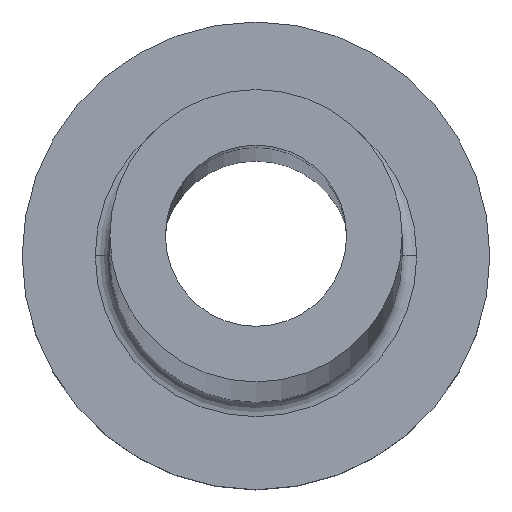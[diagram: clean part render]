
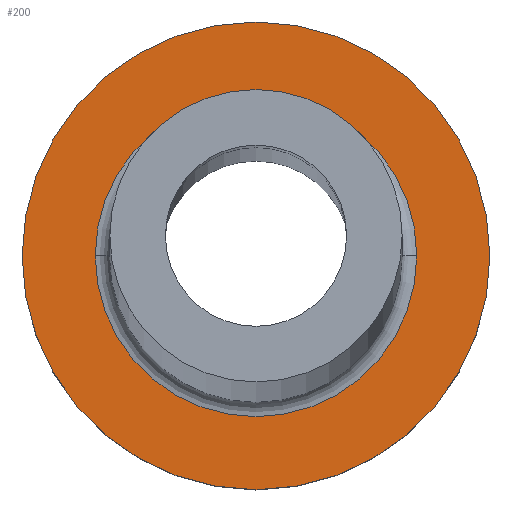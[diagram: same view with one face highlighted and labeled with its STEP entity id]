
A CAD part, top view. The second image highlights one B-rep face of the part: STEP entity #200.
In plain terms, the highlighted planar face has unit normal (0, 0, 1).
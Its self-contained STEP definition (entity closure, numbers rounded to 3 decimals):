
#2 = FACE_OUTER_BOUND ( 'NONE', #447, .T. ) ;
#3 = VERTEX_POINT ( 'NONE', #284 ) ;
#8 = CARTESIAN_POINT ( 'NONE',  ( 5.5, 0., 5. ) ) ;
#10 = CIRCLE ( 'NONE', #456, 5.5 ) ;
#20 = CIRCLE ( 'NONE', #359, 8. ) ;
#30 = AXIS2_PLACEMENT_3D ( 'NONE', #271, #444, #54 ) ;
#39 = PLANE ( 'NONE',  #291 ) ;
#41 = EDGE_CURVE ( 'NONE', #406, #138, #436, .T. ) ;
#45 = DIRECTION ( 'NONE',  ( 1., 0., 0. ) ) ;
#54 = DIRECTION ( 'NONE',  ( 1., 0., 0. ) ) ;
#58 = ORIENTED_EDGE ( 'NONE', *, *, #107, .T. ) ;
#63 = CIRCLE ( 'NONE', #30, 5.5 ) ;
#64 = CARTESIAN_POINT ( 'NONE',  ( 0., 0., 5. ) ) ;
#87 = CARTESIAN_POINT ( 'NONE',  ( -8., 0., 5. ) ) ;
#96 = ORIENTED_EDGE ( 'NONE', *, *, #222, .T. ) ;
#107 = EDGE_CURVE ( 'NONE', #3, #133, #10, .T. ) ;
#118 = DIRECTION ( 'NONE',  ( 0., 0., 1. ) ) ;
#133 = VERTEX_POINT ( 'NONE', #8 ) ;
#138 = VERTEX_POINT ( 'NONE', #87 ) ;
#147 = DIRECTION ( 'NONE',  ( 0., 0., -1. ) ) ;
#151 = FACE_BOUND ( 'NONE', #327, .T. ) ;
#200 = ADVANCED_FACE ( 'NONE', ( #151, #2 ), #39, .T. ) ;
#210 = DIRECTION ( 'NONE',  ( 1., 0., 0. ) ) ;
#216 = DIRECTION ( 'NONE',  ( 0., 0., 1. ) ) ;
#222 = EDGE_CURVE ( 'NONE', #133, #3, #63, .T. ) ;
#271 = CARTESIAN_POINT ( 'NONE',  ( 0., 0., 5. ) ) ;
#284 = CARTESIAN_POINT ( 'NONE',  ( -5.5, 0., 5. ) ) ;
#290 = DIRECTION ( 'NONE',  ( 1., 0., 0. ) ) ;
#291 = AXIS2_PLACEMENT_3D ( 'NONE', #432, #118, #45 ) ;
#306 = DIRECTION ( 'NONE',  ( 1., 0., 0. ) ) ;
#327 = EDGE_LOOP ( 'NONE', ( #96, #58 ) ) ;
#334 = DIRECTION ( 'NONE',  ( 0., 0., 1. ) ) ;
#358 = CARTESIAN_POINT ( 'NONE',  ( 0., 0., 5. ) ) ;
#359 = AXIS2_PLACEMENT_3D ( 'NONE', #64, #334, #306 ) ;
#363 = ORIENTED_EDGE ( 'NONE', *, *, #439, .T. ) ;
#398 = AXIS2_PLACEMENT_3D ( 'NONE', #358, #216, #210 ) ;
#406 = VERTEX_POINT ( 'NONE', #446 ) ;
#410 = ORIENTED_EDGE ( 'NONE', *, *, #41, .T. ) ;
#432 = CARTESIAN_POINT ( 'NONE',  ( 0., 0., 5. ) ) ;
#436 = CIRCLE ( 'NONE', #398, 8. ) ;
#439 = EDGE_CURVE ( 'NONE', #138, #406, #20, .T. ) ;
#444 = DIRECTION ( 'NONE',  ( 0., 0., -1. ) ) ;
#446 = CARTESIAN_POINT ( 'NONE',  ( 8., 0., 5. ) ) ;
#447 = EDGE_LOOP ( 'NONE', ( #363, #410 ) ) ;
#452 = CARTESIAN_POINT ( 'NONE',  ( 0., 0., 5. ) ) ;
#456 = AXIS2_PLACEMENT_3D ( 'NONE', #452, #147, #290 ) ;
